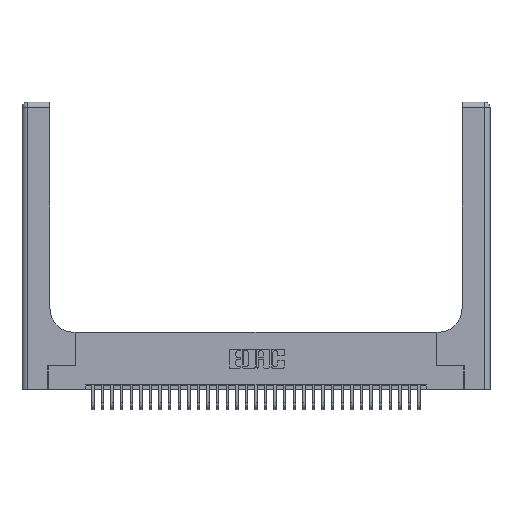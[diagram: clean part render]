
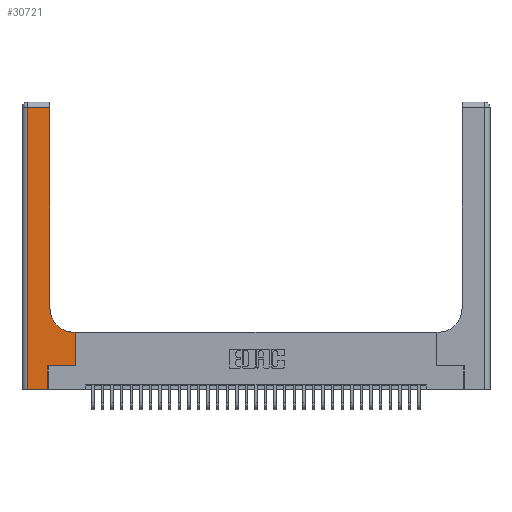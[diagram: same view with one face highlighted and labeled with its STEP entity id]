
A CAD part, top view. The second image highlights one B-rep face of the part: STEP entity #30721.
In plain terms, the highlighted planar face has unit normal (0, 0, 1).
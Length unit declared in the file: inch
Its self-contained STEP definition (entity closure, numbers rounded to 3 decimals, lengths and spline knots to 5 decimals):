
#418 = DIRECTION ( 'NONE',  ( -1., 0., 0. ) ) ;
#589 = ORIENTED_EDGE ( 'NONE', *, *, #11385, .T. ) ;
#1289 = LINE ( 'NONE', #23223, #29481 ) ;
#2221 = CARTESIAN_POINT ( 'NONE',  ( 0.5585, 0.25, 0.37 ) ) ;
#3025 = CARTESIAN_POINT ( 'NONE',  ( 0.5585, 0.25, 0.37 ) ) ;
#3032 = ORIENTED_EDGE ( 'NONE', *, *, #3153, .T. ) ;
#3153 = EDGE_CURVE ( 'NONE', #35230, #17699, #1289, .T. ) ;
#4388 = CARTESIAN_POINT ( 'NONE',  ( 0.2915, 3., 0.37 ) ) ;
#5100 = VERTEX_POINT ( 'NONE', #2221 ) ;
#5249 = LINE ( 'NONE', #15409, #26580 ) ;
#5307 = AXIS2_PLACEMENT_3D ( 'NONE', #26539, #10151, #29246 ) ;
#5604 = CARTESIAN_POINT ( 'NONE',  ( 0.06, 2.94, 0.37 ) ) ;
#5796 = DIRECTION ( 'NONE',  ( 0., 1., 0. ) ) ;
#6317 = ORIENTED_EDGE ( 'NONE', *, *, #22053, .T. ) ;
#6640 = VERTEX_POINT ( 'NONE', #28519 ) ;
#6955 = DIRECTION ( 'NONE',  ( 0., -1., 0. ) ) ;
#7212 = DIRECTION ( 'NONE',  ( -1., 0., 0. ) ) ;
#8063 = EDGE_CURVE ( 'NONE', #25984, #13294, #25810, .T. ) ;
#8189 = CARTESIAN_POINT ( 'NONE',  ( 0.2915, 0.85, 0.37 ) ) ;
#9937 = VECTOR ( 'NONE', #34768, 39.37008 ) ;
#10151 = DIRECTION ( 'NONE',  ( 0., 0., -1. ) ) ;
#10767 = EDGE_CURVE ( 'NONE', #13105, #25217, #33621, .T. ) ;
#10931 = EDGE_LOOP ( 'NONE', ( #14726, #589, #3032, #6317, #11158, #20238, #17135, #23679, #14649 ) ) ;
#11053 = VECTOR ( 'NONE', #12593, 39.37008 ) ;
#11158 = ORIENTED_EDGE ( 'NONE', *, *, #8063, .T. ) ;
#11385 = EDGE_CURVE ( 'NONE', #25217, #35230, #24400, .T. ) ;
#11569 = LINE ( 'NONE', #3025, #32475 ) ;
#11618 = CARTESIAN_POINT ( 'NONE',  ( 0.269, 0.25, 0.37 ) ) ;
#12345 = FACE_OUTER_BOUND ( 'NONE', #10931, .T. ) ;
#12593 = DIRECTION ( 'NONE',  ( 0., 1., 0. ) ) ;
#13105 = VERTEX_POINT ( 'NONE', #8189 ) ;
#13294 = VERTEX_POINT ( 'NONE', #11618 ) ;
#14649 = ORIENTED_EDGE ( 'NONE', *, *, #16416, .T. ) ;
#14726 = ORIENTED_EDGE ( 'NONE', *, *, #10767, .T. ) ;
#15006 = CARTESIAN_POINT ( 'NONE',  ( 0.06, 0., 0.37 ) ) ;
#15409 = CARTESIAN_POINT ( 'NONE',  ( 0.2915, 0.6, 0.37 ) ) ;
#15772 = CARTESIAN_POINT ( 'NONE',  ( 0.269, 0.25, 0.37 ) ) ;
#16205 = VECTOR ( 'NONE', #418, 39.37008 ) ;
#16416 = EDGE_CURVE ( 'NONE', #27435, #13105, #27108, .T. ) ;
#16773 = CARTESIAN_POINT ( 'NONE',  ( 0., 2.94, 0.37 ) ) ;
#17135 = ORIENTED_EDGE ( 'NONE', *, *, #18568, .T. ) ;
#17699 = VERTEX_POINT ( 'NONE', #15006 ) ;
#18568 = EDGE_CURVE ( 'NONE', #5100, #6640, #11569, .T. ) ;
#19611 = CARTESIAN_POINT ( 'NONE',  ( 0.2915, 2.94, 0.37 ) ) ;
#20084 = DIRECTION ( 'NONE',  ( 0., 1., 0. ) ) ;
#20238 = ORIENTED_EDGE ( 'NONE', *, *, #28928, .T. ) ;
#20838 = PLANE ( 'NONE',  #22445 ) ;
#22053 = EDGE_CURVE ( 'NONE', #17699, #25984, #24558, .T. ) ;
#22445 = AXIS2_PLACEMENT_3D ( 'NONE', #31634, #23619, #7212 ) ;
#23223 = CARTESIAN_POINT ( 'NONE',  ( 0.06, 3., 0.37 ) ) ;
#23234 = VECTOR ( 'NONE', #20084, 39.37008 ) ;
#23619 = DIRECTION ( 'NONE',  ( 0., 0., -1. ) ) ;
#23679 = ORIENTED_EDGE ( 'NONE', *, *, #34392, .T. ) ;
#23845 = CARTESIAN_POINT ( 'NONE',  ( 0.5415, 0.6, 0.37 ) ) ;
#24400 = LINE ( 'NONE', #16773, #16205 ) ;
#24521 = LINE ( 'NONE', #15772, #9937 ) ;
#24558 = LINE ( 'NONE', #30939, #31713 ) ;
#25217 = VERTEX_POINT ( 'NONE', #19611 ) ;
#25721 = CARTESIAN_POINT ( 'NONE',  ( 0.269, 0., 0.37 ) ) ;
#25810 = LINE ( 'NONE', #33600, #23234 ) ;
#25984 = VERTEX_POINT ( 'NONE', #25721 ) ;
#26539 = CARTESIAN_POINT ( 'NONE',  ( 0.5415, 0.85, 0.37 ) ) ;
#26580 = VECTOR ( 'NONE', #31750, 39.37008 ) ;
#27108 = CIRCLE ( 'NONE', #5307, 0.25 ) ;
#27435 = VERTEX_POINT ( 'NONE', #23845 ) ;
#28519 = CARTESIAN_POINT ( 'NONE',  ( 0.5585, 0.6, 0.37 ) ) ;
#28928 = EDGE_CURVE ( 'NONE', #13294, #5100, #24521, .T. ) ;
#29246 = DIRECTION ( 'NONE',  ( 1., 0., 0. ) ) ;
#29481 = VECTOR ( 'NONE', #6955, 39.37008 ) ;
#30721 = ADVANCED_FACE ( 'NONE', ( #12345 ), #20838, .F. ) ;
#30939 = CARTESIAN_POINT ( 'NONE',  ( 0., 0., 0.37 ) ) ;
#31634 = CARTESIAN_POINT ( 'NONE',  ( 0., 3., 0.37 ) ) ;
#31713 = VECTOR ( 'NONE', #33617, 39.37008 ) ;
#31750 = DIRECTION ( 'NONE',  ( -1., 0., 0. ) ) ;
#32475 = VECTOR ( 'NONE', #5796, 39.37008 ) ;
#33600 = CARTESIAN_POINT ( 'NONE',  ( 0.269, 0., 0.37 ) ) ;
#33617 = DIRECTION ( 'NONE',  ( 1., 0., 0. ) ) ;
#33621 = LINE ( 'NONE', #4388, #11053 ) ;
#34392 = EDGE_CURVE ( 'NONE', #6640, #27435, #5249, .T. ) ;
#34768 = DIRECTION ( 'NONE',  ( 1., 0., 0. ) ) ;
#35230 = VERTEX_POINT ( 'NONE', #5604 ) ;
